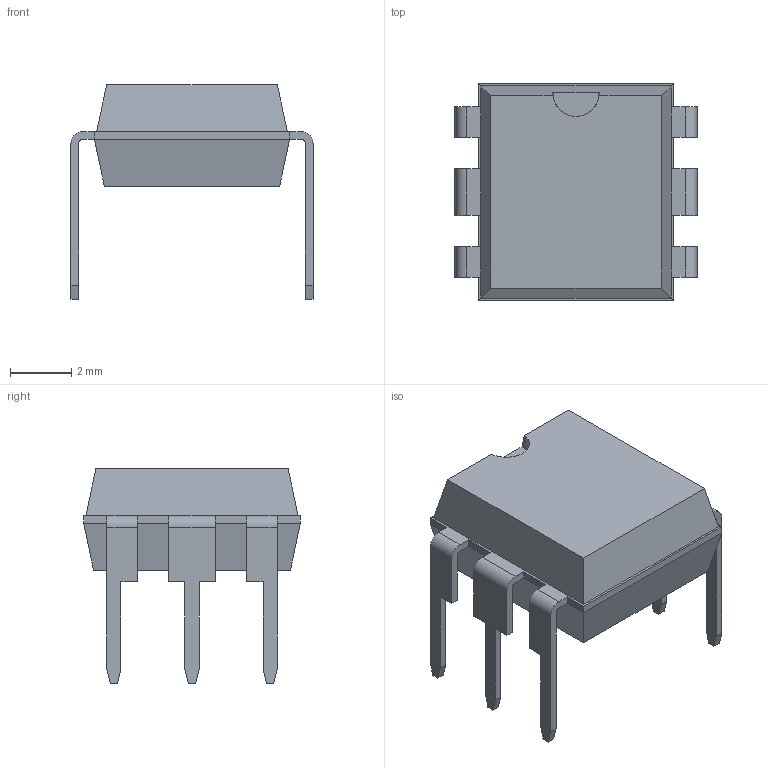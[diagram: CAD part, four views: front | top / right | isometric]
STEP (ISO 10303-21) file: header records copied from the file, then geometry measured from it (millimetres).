
FILE_DESCRIPTION(/* description */ ('model of DIP-6_W7.62mm'),/* implementation_level */ '2;1');
FILE_NAME(/* name */ 'DIP-6_W7.62mm.step',/* time_stamp */ '2017-03-07T01:31:54',/* author */ ('kicad StepUp','ksu'),/* organization */ ('FreeCAD'),/* preprocessor_version */ 'OCC',/* originating_system */ 'kicad StepUp',/* authorisation */ '');
FILE_SCHEMA(('AUTOMOTIVE_DESIGN_CC2 { 1 2 10303 214 -1 1 5 4 }'));
Length unit declared in the file: millimetre
Products named in the file (1): DIP-6_W7.62mm
Bounding box: 7.87 x 7.05 x 6.98 mm (x, y, z)
Volume: 138.4 mm3; surface area: 229.9 mm2
Topology: 1 solids, 1 shells, 114 faces, 302 edges, 190 vertices
Faces by surface type: plane 83, bspline 18, cylinder 13
Entity records: 4531 total; most frequent: CARTESIAN_POINT 977, ORIENTED_EDGE 604, DIRECTION 505, EDGE_CURVE 302, LINE 255, VECTOR 255, VERTEX_POINT 190, AXIS2_PLACEMENT_3D 125
